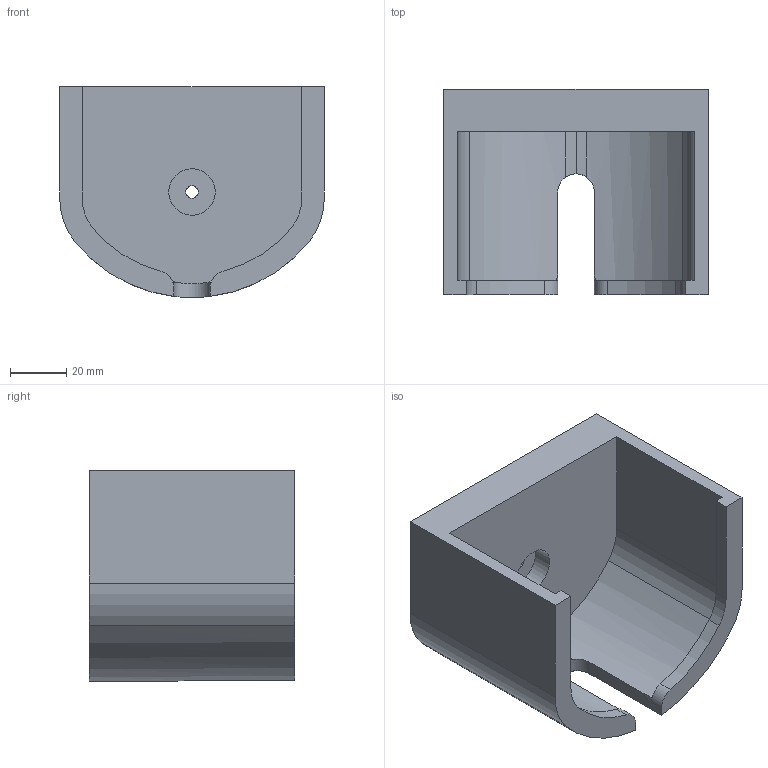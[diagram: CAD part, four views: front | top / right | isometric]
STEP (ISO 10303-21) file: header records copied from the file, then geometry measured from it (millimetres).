
FILE_DESCRIPTION(/* description */ (''),/* implementation_level */ '2;1');
FILE_NAME(/* name */ 'Console Dock v15.step',/* time_stamp */ '2021-09-14T20:08:38-04:00',/* author */ (''),/* organization */ (''),/* preprocessor_version */ 'ST-DEVELOPER v18.1',/* originating_system */ 'Autodesk Translation Framework v10.10.0.1391',/* authorisation */ '');
FILE_SCHEMA (('AUTOMOTIVE_DESIGN { 1 0 10303 214 3 1 1 }'));
Length unit declared in the file: millimetre
Products named in the file (2): Console Dock; Magnetic Dock
Assembly tree (1 placements, depth 2):
  Console Dock
    Magnetic Dock
Bounding box: 94 x 72.94 x 75 mm (x, y, z)
Volume: 143943.7 mm3; surface area: 42664.8 mm2
Topology: 1 solids, 1 shells, 51 faces, 133 edges, 88 vertices
Faces by surface type: plane 27, cylinder 18, bspline 6
Full cylindrical faces by diameter (mm): 4.4 x1, 16.5 x1, 32.258 x1
Entity records: 2118 total; most frequent: CARTESIAN_POINT 770, ORIENTED_EDGE 266, DIRECTION 249, EDGE_CURVE 133, VERTEX_POINT 88, AXIS2_PLACEMENT_3D 84, LINE 81, VECTOR 81
